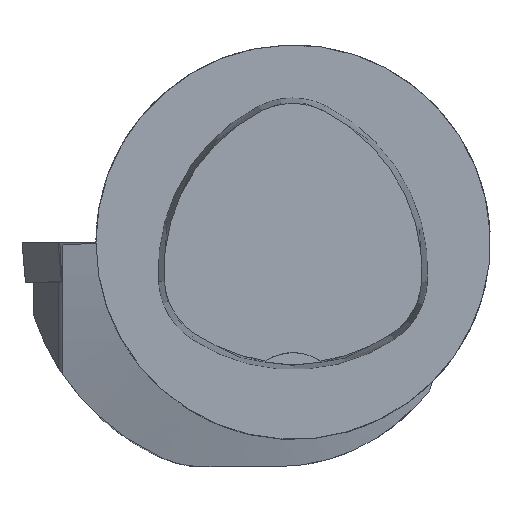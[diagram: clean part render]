
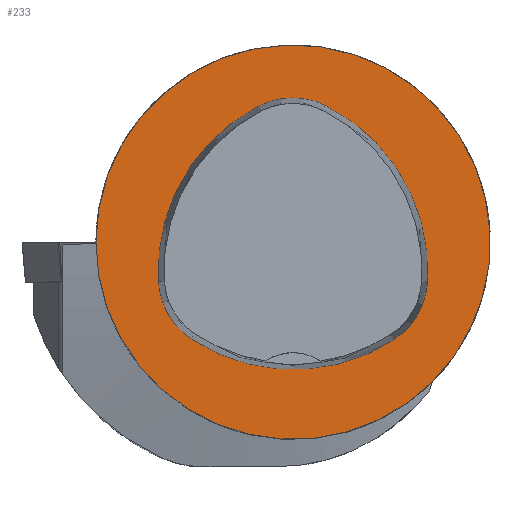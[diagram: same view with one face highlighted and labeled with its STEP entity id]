
A CAD part, top view. The second image highlights one B-rep face of the part: STEP entity #233.
In plain terms, the highlighted planar face has unit normal (0, 0, 1).
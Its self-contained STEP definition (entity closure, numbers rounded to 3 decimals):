
#233=ADVANCED_FACE('',(#466,#467),#283,.T.);
#283=PLANE('',#1352);
#466=FACE_BOUND('',#520,.T.);
#467=FACE_BOUND('',#521,.T.);
#520=EDGE_LOOP('',(#740,#741,#742,#743,#744,#745));
#521=EDGE_LOOP('',(#746));
#740=ORIENTED_EDGE('',*,*,#1099,.T.);
#741=ORIENTED_EDGE('',*,*,#1079,.T.);
#742=ORIENTED_EDGE('',*,*,#1083,.T.);
#743=ORIENTED_EDGE('',*,*,#1086,.T.);
#744=ORIENTED_EDGE('',*,*,#1089,.T.);
#745=ORIENTED_EDGE('',*,*,#1097,.T.);
#746=ORIENTED_EDGE('',*,*,#1051,.F.);
#932=VERTEX_POINT('',#1985);
#953=VERTEX_POINT('',#2083);
#954=VERTEX_POINT('',#2084);
#957=VERTEX_POINT('',#2092);
#959=VERTEX_POINT('',#2098);
#961=VERTEX_POINT('',#2104);
#968=VERTEX_POINT('',#2125);
#1051=EDGE_CURVE('',#932,#932,#1157,.T.);
#1079=EDGE_CURVE('',#953,#954,#1160,.T.);
#1083=EDGE_CURVE('',#954,#957,#1162,.T.);
#1086=EDGE_CURVE('',#957,#959,#1164,.T.);
#1089=EDGE_CURVE('',#959,#961,#1166,.T.);
#1097=EDGE_CURVE('',#961,#968,#1170,.T.);
#1099=EDGE_CURVE('',#968,#953,#1172,.T.);
#1157=CIRCLE('',#1315,16.);
#1160=CIRCLE('',#1330,15.);
#1162=CIRCLE('',#1333,6.);
#1164=CIRCLE('',#1336,15.);
#1166=CIRCLE('',#1339,6.);
#1170=CIRCLE('',#1344,15.);
#1172=CIRCLE('',#1347,6.);
#1315=AXIS2_PLACEMENT_3D('',#1984,#1551,#1552);
#1330=AXIS2_PLACEMENT_3D('',#2082,#1588,#1589);
#1333=AXIS2_PLACEMENT_3D('',#2091,#1596,#1597);
#1336=AXIS2_PLACEMENT_3D('',#2097,#1603,#1604);
#1339=AXIS2_PLACEMENT_3D('',#2103,#1610,#1611);
#1344=AXIS2_PLACEMENT_3D('',#2126,#1622,#1623);
#1347=AXIS2_PLACEMENT_3D('',#2129,#1628,#1629);
#1352=AXIS2_PLACEMENT_3D('',#2134,#1638,#1639);
#1551=DIRECTION('',(0.,0.,-1.));
#1552=DIRECTION('',(-1.,0.,0.));
#1588=DIRECTION('',(0.,0.,-1.));
#1589=DIRECTION('',(-1.,0.,0.));
#1596=DIRECTION('',(0.,0.,-1.));
#1597=DIRECTION('',(-1.,0.,0.));
#1603=DIRECTION('',(0.,0.,-1.));
#1604=DIRECTION('',(-1.,0.,0.));
#1610=DIRECTION('',(0.,0.,-1.));
#1611=DIRECTION('',(-1.,0.,0.));
#1622=DIRECTION('',(0.,0.,-1.));
#1623=DIRECTION('',(-1.,0.,0.));
#1628=DIRECTION('',(0.,0.,-1.));
#1629=DIRECTION('',(-1.,0.,0.));
#1638=DIRECTION('',(0.,0.,1.));
#1639=DIRECTION('',(1.,0.,0.));
#1984=CARTESIAN_POINT('',(0.,0.,0.));
#1985=CARTESIAN_POINT('',(-16.,0.,0.));
#2082=CARTESIAN_POINT('',(4.048,-2.316,0.));
#2083=CARTESIAN_POINT('',(-10.926,-3.206,0.));
#2084=CARTESIAN_POINT('',(-2.774,11.043,0.));
#2091=CARTESIAN_POINT('',(-0.045,5.7,0.));
#2092=CARTESIAN_POINT('',(2.638,11.066,0.));
#2097=CARTESIAN_POINT('',(-4.07,-2.35,0.));
#2098=CARTESIAN_POINT('',(10.903,-3.249,0.));
#2103=CARTESIAN_POINT('',(4.914,-2.889,0.));
#2104=CARTESIAN_POINT('',(8.177,-7.924,0.));
#2125=CARTESIAN_POINT('',(-8.24,-7.859,0.));
#2126=CARTESIAN_POINT('',(0.019,4.663,0.));
#2129=CARTESIAN_POINT('',(-4.936,-2.85,0.));
#2134=CARTESIAN_POINT('',(0.,0.,0.));
